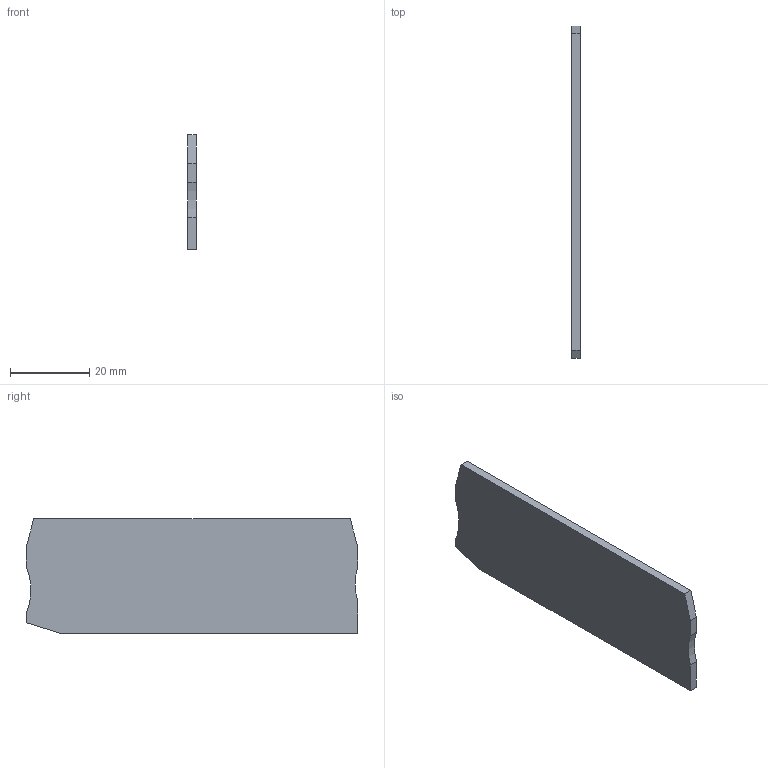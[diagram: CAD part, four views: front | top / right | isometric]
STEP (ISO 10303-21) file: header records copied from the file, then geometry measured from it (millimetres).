
FILE_DESCRIPTION(('Creo Elements/Direct Modeling STEP Export'),'2;1');
FILE_NAME('model.stp','2019-10-25T 0:39:03',(''),(''),'Creo Elements/Direct Modeling STEP processor for AP214 (Solid Model)','Creo Elements/Direct Modeling 20.1A 29-Sep-2018 (C) Parametric Technology GmbH','');
FILE_SCHEMA(('AUTOMOTIVE_DESIGN { 1 0 10303 214 1 1 1 1 }'));
Length unit declared in the file: millimetre
Products named in the file (2): D_ST_25-QUATTRO-MT-SELECT
Assembly tree (1 placements, depth 2):
  D_ST_25-QUATTRO-MT-SELECT
    D_ST_25-QUATTRO-MT-SELECT
Bounding box: 2.2 x 84 x 29.05 mm (x, y, z)
Volume: 5279.6 mm3; surface area: 5285.6 mm2
Topology: 1 solids, 1 shells, 13 faces, 33 edges, 22 vertices
Faces by surface type: plane 11, cylinder 2
Entity records: 540 total; most frequent: CARTESIAN_POINT 70, DIRECTION 67, ORIENTED_EDGE 66, EDGE_CURVE 33, VECTOR 29, LINE 29, VERTEX_POINT 22, AXIS2_PLACEMENT_3D 19
